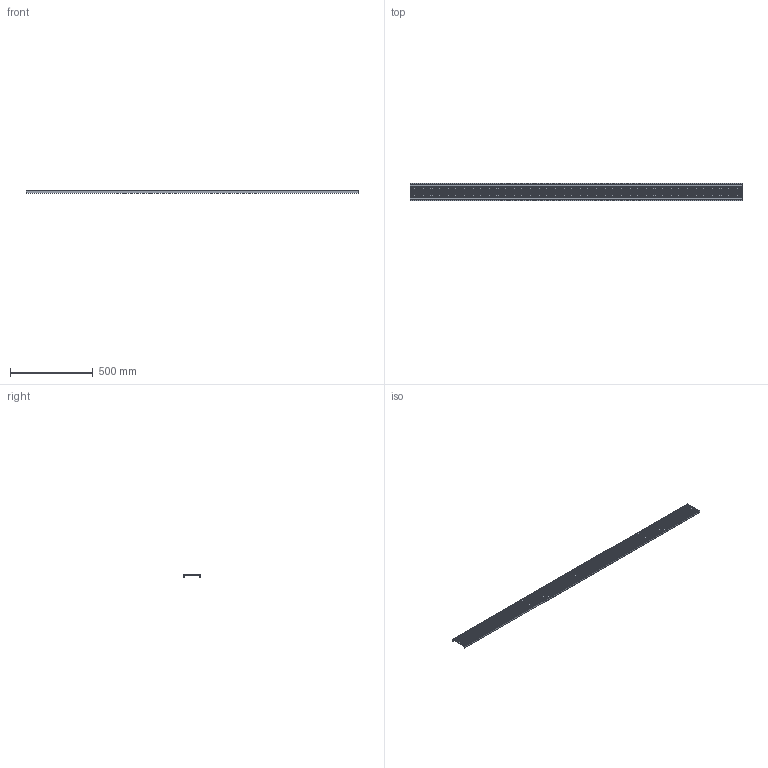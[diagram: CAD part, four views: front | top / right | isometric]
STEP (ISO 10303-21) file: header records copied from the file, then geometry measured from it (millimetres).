
FILE_DESCRIPTION(/* description */ (''),/* implementation_level */ '2;1');
FILE_NAME(/* name */ '524253.stp',/* time_stamp */ '2025-12-05T09:48:22+01:00',/* author */ ('mael.lecharpentier'),/* organization */ (''),/* preprocessor_version */ 'ST-DEVELOPER v20',/* originating_system */ 'AutoCAD Mechanical',/* authorisation */ '');
FILE_SCHEMA (('AUTOMOTIVE_DESIGN { 1 0 10303 214 3 1 1 }'));
Products named in the file (1): Product
Bounding box: 2010 x 105 x 12.7 mm (x, y, z)
Volume: 273360 mm3; surface area: 737809.3 mm2
Topology: 1 solids, 1861 shells, 1874 faces, 7476 edges, 7464 vertices
Faces by surface type: plane 1874
Entity records: 84157 total; most frequent: CARTESIAN_POINT 16815, DIRECTION 14946, ORIENTED_EDGE 7512, EDGE_CURVE 7476, VERTEX_POINT 7464, AXIS2_PLACEMENT_3D 5595, LINE 3756, VECTOR 3756
